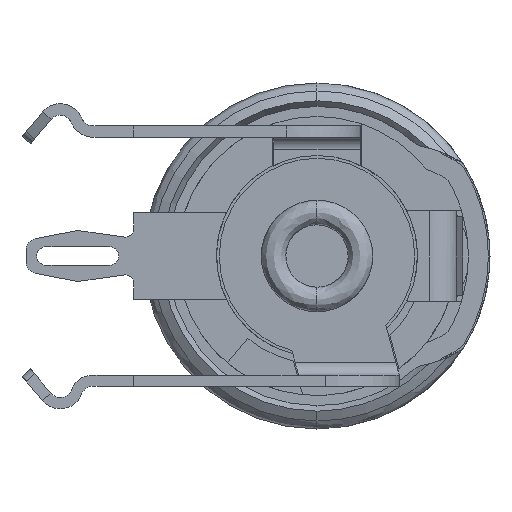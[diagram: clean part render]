
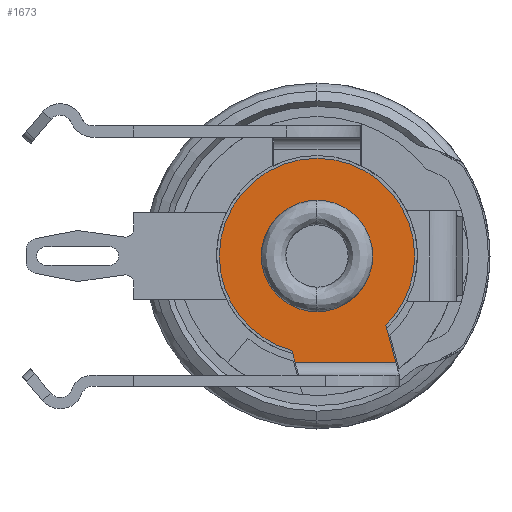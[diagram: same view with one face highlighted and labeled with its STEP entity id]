
A CAD part, left-side view. The second image highlights one B-rep face of the part: STEP entity #1673.
In plain terms, the highlighted planar face has unit normal (-1, 0, 0).
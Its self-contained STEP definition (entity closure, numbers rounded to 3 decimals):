
#79 = CIRCLE ( 'NONE', #14132, 3.111 ) ;
#449 = CIRCLE ( 'NONE', #16652, 1.778 ) ;
#479 = CARTESIAN_POINT ( 'NONE',  ( -4.862, -2.641, -3.388 ) ) ;
#526 = CARTESIAN_POINT ( 'NONE',  ( -4.862, -2.512, -3.388 ) ) ;
#1072 = VERTEX_POINT ( 'NONE', #16182 ) ;
#1381 = CARTESIAN_POINT ( 'NONE',  ( -4.862, 0., -1.778 ) ) ;
#1666 = CARTESIAN_POINT ( 'NONE',  ( -4.862, 0., 1.778 ) ) ;
#1673 = ADVANCED_FACE ( 'NONE', ( #13420, #6672 ), #3382, .F. ) ;
#2111 = EDGE_LOOP ( 'NONE', ( #9842, #6788 ) ) ;
#2183 = CARTESIAN_POINT ( 'NONE',  ( -4.862, 0., 0. ) ) ;
#2398 = CARTESIAN_POINT ( 'NONE',  ( -4.862, 0., 0. ) ) ;
#2655 = DIRECTION ( 'NONE',  ( 0., 1., 0. ) ) ;
#2787 = DIRECTION ( 'NONE',  ( -1., 0., 0. ) ) ;
#3382 = PLANE ( 'NONE',  #9948 ) ;
#4037 = AXIS2_PLACEMENT_3D ( 'NONE', #2183, #10771, #9077 ) ;
#4870 = DIRECTION ( 'NONE',  ( 1., 0., 0. ) ) ;
#5373 = CARTESIAN_POINT ( 'NONE',  ( -4.862, 0.798, -3.007 ) ) ;
#5510 = ORIENTED_EDGE ( 'NONE', *, *, #18972, .F. ) ;
#5777 = CARTESIAN_POINT ( 'NONE',  ( -4.862, 0., 0. ) ) ;
#5923 = DIRECTION ( 'NONE',  ( 1., 0., 0. ) ) ;
#5961 = VECTOR ( 'NONE', #17843, 1000. ) ;
#6016 = DIRECTION ( 'NONE',  ( 0., -1., 0. ) ) ;
#6587 = CARTESIAN_POINT ( 'NONE',  ( -4.862, -3.111, 0. ) ) ;
#6672 = FACE_OUTER_BOUND ( 'NONE', #16054, .T. ) ;
#6788 = ORIENTED_EDGE ( 'NONE', *, *, #14980, .F. ) ;
#6917 = EDGE_CURVE ( 'NONE', #21655, #9354, #15918, .T. ) ;
#7327 = VERTEX_POINT ( 'NONE', #1666 ) ;
#7465 = DIRECTION ( 'NONE',  ( 1., 0., 0. ) ) ;
#7665 = ORIENTED_EDGE ( 'NONE', *, *, #19161, .F. ) ;
#8346 = DIRECTION ( 'NONE',  ( 0., 1., 0. ) ) ;
#9005 = CARTESIAN_POINT ( 'NONE',  ( -4.862, 0.696, -3.388 ) ) ;
#9060 = EDGE_CURVE ( 'NONE', #16396, #15688, #15109, .T. ) ;
#9072 = ORIENTED_EDGE ( 'NONE', *, *, #6917, .T. ) ;
#9077 = DIRECTION ( 'NONE',  ( 0., 0., -1. ) ) ;
#9170 = LINE ( 'NONE', #9285, #5961 ) ;
#9285 = CARTESIAN_POINT ( 'NONE',  ( -4.862, -2.134, -1.979 ) ) ;
#9351 = ORIENTED_EDGE ( 'NONE', *, *, #18721, .F. ) ;
#9354 = VERTEX_POINT ( 'NONE', #526 ) ;
#9408 = ORIENTED_EDGE ( 'NONE', *, *, #9060, .F. ) ;
#9672 = DIRECTION ( 'NONE',  ( 0., 0., -1. ) ) ;
#9842 = ORIENTED_EDGE ( 'NONE', *, *, #10512, .F. ) ;
#9948 = AXIS2_PLACEMENT_3D ( 'NONE', #18809, #4870, #8346 ) ;
#10512 = EDGE_CURVE ( 'NONE', #10808, #7327, #13747, .T. ) ;
#10771 = DIRECTION ( 'NONE',  ( -1., 0., 0. ) ) ;
#10808 = VERTEX_POINT ( 'NONE', #1381 ) ;
#11232 = CARTESIAN_POINT ( 'NONE',  ( -4.862, 0., 0. ) ) ;
#11356 = AXIS2_PLACEMENT_3D ( 'NONE', #11232, #16410, #2655 ) ;
#12755 = ORIENTED_EDGE ( 'NONE', *, *, #13309, .F. ) ;
#13051 = CARTESIAN_POINT ( 'NONE',  ( -4.862, 0., 0. ) ) ;
#13309 = EDGE_CURVE ( 'NONE', #13502, #1072, #79, .T. ) ;
#13420 = FACE_BOUND ( 'NONE', #2111, .T. ) ;
#13502 = VERTEX_POINT ( 'NONE', #6587 ) ;
#13747 = CIRCLE ( 'NONE', #4037, 1.778 ) ;
#14132 = AXIS2_PLACEMENT_3D ( 'NONE', #2398, #5923, #17963 ) ;
#14234 = CIRCLE ( 'NONE', #11356, 3.111 ) ;
#14980 = EDGE_CURVE ( 'NONE', #7327, #10808, #449, .T. ) ;
#15109 = CIRCLE ( 'NONE', #18000, 3.111 ) ;
#15688 = VERTEX_POINT ( 'NONE', #18366 ) ;
#15918 = LINE ( 'NONE', #479, #21208 ) ;
#16054 = EDGE_LOOP ( 'NONE', ( #9408, #7665, #9072, #5510, #12755, #9351 ) ) ;
#16182 = CARTESIAN_POINT ( 'NONE',  ( -4.862, -2.195, -2.205 ) ) ;
#16275 = CARTESIAN_POINT ( 'NONE',  ( -4.862, 0.696, -3.388 ) ) ;
#16396 = VERTEX_POINT ( 'NONE', #5373 ) ;
#16410 = DIRECTION ( 'NONE',  ( 1., 0., 0. ) ) ;
#16652 = AXIS2_PLACEMENT_3D ( 'NONE', #13051, #2787, #9672 ) ;
#17843 = DIRECTION ( 'NONE',  ( 0., -0.259, -0.966 ) ) ;
#17963 = DIRECTION ( 'NONE',  ( 0., 1., 0. ) ) ;
#18000 = AXIS2_PLACEMENT_3D ( 'NONE', #5777, #7465, #21202 ) ;
#18110 = LINE ( 'NONE', #9005, #19995 ) ;
#18366 = CARTESIAN_POINT ( 'NONE',  ( -4.862, 3.111, 0. ) ) ;
#18721 = EDGE_CURVE ( 'NONE', #15688, #13502, #14234, .T. ) ;
#18809 = CARTESIAN_POINT ( 'NONE',  ( -4.862, -2.03, 3.549 ) ) ;
#18972 = EDGE_CURVE ( 'NONE', #1072, #9354, #9170, .T. ) ;
#19161 = EDGE_CURVE ( 'NONE', #21655, #16396, #18110, .T. ) ;
#19586 = DIRECTION ( 'NONE',  ( 0., 0.259, 0.966 ) ) ;
#19995 = VECTOR ( 'NONE', #19586, 1000. ) ;
#21202 = DIRECTION ( 'NONE',  ( 0., 1., 0. ) ) ;
#21208 = VECTOR ( 'NONE', #6016, 1000. ) ;
#21655 = VERTEX_POINT ( 'NONE', #16275 ) ;
